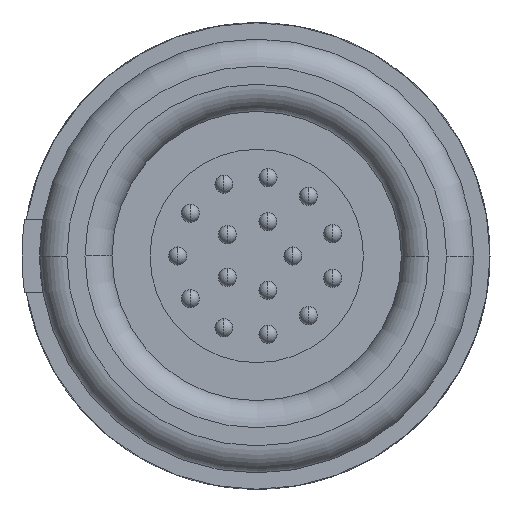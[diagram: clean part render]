
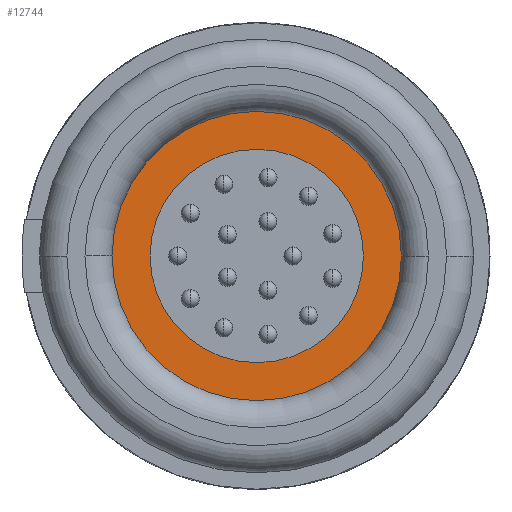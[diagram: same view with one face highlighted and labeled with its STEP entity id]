
A CAD part, left-side view. The second image highlights one B-rep face of the part: STEP entity #12744.
In plain terms, the highlighted planar face has unit normal (-1, 0, 0).
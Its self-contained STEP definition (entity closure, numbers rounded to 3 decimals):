
#2019=CARTESIAN_POINT('',(-9.95,0.,0.));
#2020=DIRECTION('',(-1.,0.,0.));
#2021=DIRECTION('',(0.,1.,0.));
#2022=AXIS2_PLACEMENT_3D('',#2019,#2020,#2021);
#2033=CARTESIAN_POINT('',(-9.95,0.,0.));
#2034=DIRECTION('',(1.,0.,0.));
#2035=DIRECTION('',(0.,1.,0.));
#2036=AXIS2_PLACEMENT_3D('',#2033,#2034,#2035);
#5739=CARTESIAN_POINT('',(-9.95,0.,0.));
#5740=DIRECTION('',(-1.,0.,0.));
#5741=DIRECTION('',(0.,1.,0.));
#5742=AXIS2_PLACEMENT_3D('',#5739,#5740,#5741);
#5744=CARTESIAN_POINT('',(-9.95,0.,0.));
#5745=DIRECTION('',(1.,0.,0.));
#5746=DIRECTION('',(0.,1.,0.));
#5747=AXIS2_PLACEMENT_3D('',#5744,#5745,#5746);
#6676=CARTESIAN_POINT('',(-9.95,4.,0.));
#6677=CARTESIAN_POINT('',(-9.95,-4.,0.));
#6678=VERTEX_POINT('',#6676);
#6679=VERTEX_POINT('',#6677);
#6680=CARTESIAN_POINT('',(-9.95,2.95,0.));
#6681=CARTESIAN_POINT('',(-9.95,-2.95,0.));
#6682=VERTEX_POINT('',#6680);
#6683=VERTEX_POINT('',#6681);
#12729=CARTESIAN_POINT('',(-9.95,0.,0.));
#12730=DIRECTION('',(1.,0.,0.));
#12731=DIRECTION('',(0.,-1.,0.));
#12732=AXIS2_PLACEMENT_3D('',#12729,#12730,#12731);
#12733=PLANE('',#12732);
#12735=ORIENTED_EDGE('',*,*,#12734,.F.);
#12737=ORIENTED_EDGE('',*,*,#12736,.T.);
#12738=EDGE_LOOP('',(#12735,#12737));
#12739=FACE_OUTER_BOUND('',#12738,.F.);
#12740=ORIENTED_EDGE('',*,*,#8420,.F.);
#12741=ORIENTED_EDGE('',*,*,#8392,.T.);
#12742=EDGE_LOOP('',(#12740,#12741));
#12743=FACE_BOUND('',#12742,.F.);
#12744=ADVANCED_FACE('',(#12739,#12743),#12733,.F.);
#2023=CIRCLE('',#2022,2.95);
#2037=CIRCLE('',#2036,2.95);
#5743=CIRCLE('',#5742,4.);
#5748=CIRCLE('',#5747,4.);
#8392=EDGE_CURVE('',#6682,#6683,#2023,.T.);
#8420=EDGE_CURVE('',#6682,#6683,#2037,.T.);
#12734=EDGE_CURVE('',#6678,#6679,#5743,.T.);
#12736=EDGE_CURVE('',#6678,#6679,#5748,.T.);
